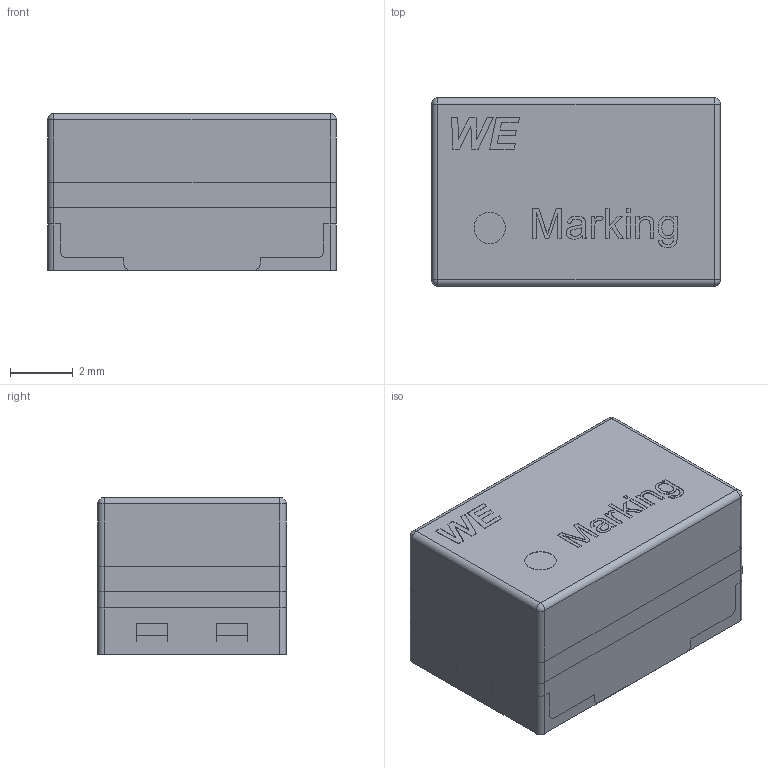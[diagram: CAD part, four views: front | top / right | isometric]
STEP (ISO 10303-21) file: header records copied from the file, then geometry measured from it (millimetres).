
FILE_DESCRIPTION( ( 'Unknown' ), '1' );
FILE_NAME( '74422x.stp', 'Unknown', ( 'Unknown' ), ( 'Unknown' ), 'XStep 1.0', 'Unknown', ' ' );
FILE_SCHEMA( ( 'automotive_design' ) );
Length unit declared in the file: millimetre
Products named in the file (7): Assem1; Boden; Deckel
Bounding box: 9.2 x 6 x 5 mm (x, y, z)
Surface area: 1051 mm2
Topology: 12 solids, 12 shells, 452 faces, 1166 edges, 764 vertices
Faces by surface type: plane 348, cylinder 64, extrusion 32, sphere 8
Full cylindrical faces by diameter (mm): 1 x2, 2 x2
Entity records: 8467 total; most frequent: CARTESIAN_POINT 2142, ORIENTED_EDGE 1152, DIRECTION 916, EDGE_CURVE 576, VERTEX_POINT 382, VECTOR 354, LINE 338, AXIS2_PLACEMENT_3D 281
